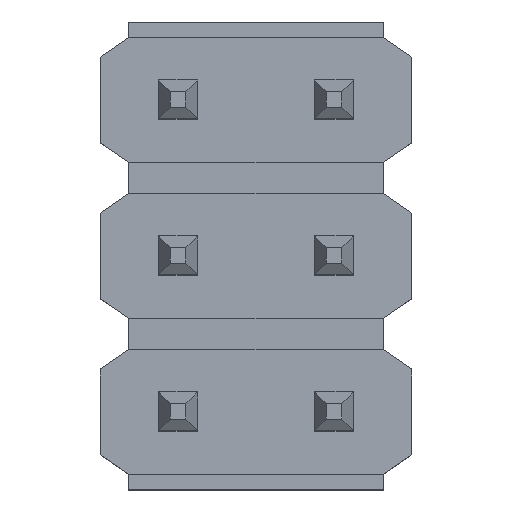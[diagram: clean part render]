
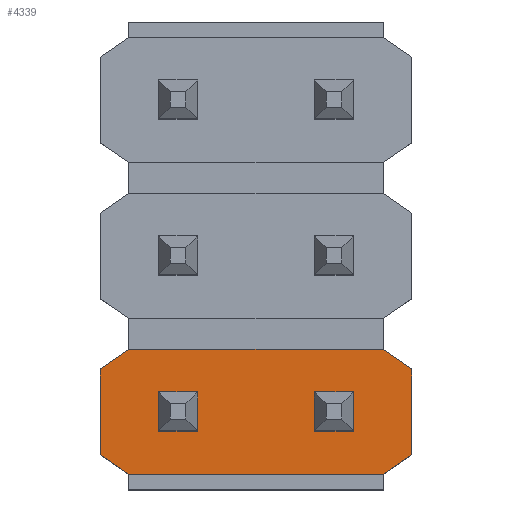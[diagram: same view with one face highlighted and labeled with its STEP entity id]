
A CAD part, top view. The second image highlights one B-rep face of the part: STEP entity #4339.
In plain terms, the highlighted planar face has unit normal (0, 0, 1).
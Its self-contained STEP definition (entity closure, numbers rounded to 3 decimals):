
#368=ORIENTED_EDGE('',*,*,#961,.T.);
#369=ORIENTED_EDGE('',*,*,#901,.F.);
#370=ORIENTED_EDGE('',*,*,#977,.T.);
#371=ORIENTED_EDGE('',*,*,#985,.T.);
#372=ORIENTED_EDGE('',*,*,#1043,.F.);
#373=ORIENTED_EDGE('',*,*,#912,.F.);
#374=ORIENTED_EDGE('',*,*,#1012,.F.);
#375=ORIENTED_EDGE('',*,*,#996,.F.);
#376=ORIENTED_EDGE('',*,*,#1082,.T.);
#377=ORIENTED_EDGE('',*,*,#1083,.T.);
#378=ORIENTED_EDGE('',*,*,#1084,.T.);
#379=ORIENTED_EDGE('',*,*,#1085,.T.);
#380=ORIENTED_EDGE('',*,*,#1086,.T.);
#381=ORIENTED_EDGE('',*,*,#1087,.T.);
#382=ORIENTED_EDGE('',*,*,#1088,.T.);
#383=ORIENTED_EDGE('',*,*,#1089,.T.);
#901=EDGE_CURVE('',#1326,#1327,#1589,.T.);
#912=EDGE_CURVE('',#1336,#1337,#1600,.T.);
#961=EDGE_CURVE('',#1376,#1327,#1649,.T.);
#977=EDGE_CURVE('',#1326,#1389,#1665,.T.);
#985=EDGE_CURVE('',#1389,#1393,#1673,.T.);
#996=EDGE_CURVE('',#1376,#1401,#1684,.T.);
#1012=EDGE_CURVE('',#1401,#1336,#1700,.T.);
#1043=EDGE_CURVE('',#1337,#1393,#1731,.T.);
#1082=EDGE_CURVE('',#1440,#1441,#1770,.T.);
#1083=EDGE_CURVE('',#1441,#1442,#1771,.T.);
#1084=EDGE_CURVE('',#1442,#1443,#1772,.T.);
#1085=EDGE_CURVE('',#1443,#1440,#1773,.T.);
#1086=EDGE_CURVE('',#1444,#1445,#1774,.T.);
#1087=EDGE_CURVE('',#1445,#1446,#1775,.T.);
#1088=EDGE_CURVE('',#1446,#1447,#1776,.T.);
#1089=EDGE_CURVE('',#1447,#1444,#1777,.T.);
#1326=VERTEX_POINT('',#5486);
#1327=VERTEX_POINT('',#5487);
#1336=VERTEX_POINT('',#5510);
#1337=VERTEX_POINT('',#5511);
#1376=VERTEX_POINT('',#5612);
#1389=VERTEX_POINT('',#5644);
#1393=VERTEX_POINT('',#5658);
#1401=VERTEX_POINT('',#5679);
#1440=VERTEX_POINT('',#5844);
#1441=VERTEX_POINT('',#5845);
#1442=VERTEX_POINT('',#5847);
#1443=VERTEX_POINT('',#5849);
#1444=VERTEX_POINT('',#5852);
#1445=VERTEX_POINT('',#5853);
#1446=VERTEX_POINT('',#5855);
#1447=VERTEX_POINT('',#5857);
#1589=LINE('',#5485,#2017);
#1600=LINE('',#5509,#2028);
#1649=LINE('',#5611,#2077);
#1665=LINE('',#5645,#2093);
#1673=LINE('',#5659,#2101);
#1684=LINE('',#5681,#2112);
#1700=LINE('',#5713,#2128);
#1731=LINE('',#5762,#2159);
#1770=LINE('',#5843,#2198);
#1771=LINE('',#5846,#2199);
#1772=LINE('',#5848,#2200);
#1773=LINE('',#5850,#2201);
#1774=LINE('',#5851,#2202);
#1775=LINE('',#5854,#2203);
#1776=LINE('',#5856,#2204);
#1777=LINE('',#5858,#2205);
#2017=VECTOR('',#4679,1000.);
#2028=VECTOR('',#4696,1000.);
#2077=VECTOR('',#4771,1000.);
#2093=VECTOR('',#4795,1000.);
#2101=VECTOR('',#4807,1000.);
#2112=VECTOR('',#4824,1000.);
#2128=VECTOR('',#4852,1000.);
#2159=VECTOR('',#4903,1000.);
#2198=VECTOR('',#4986,1000.);
#2199=VECTOR('',#4987,1000.);
#2200=VECTOR('',#4988,1000.);
#2201=VECTOR('',#4989,1000.);
#2202=VECTOR('',#4990,1000.);
#2203=VECTOR('',#4991,1000.);
#2204=VECTOR('',#4992,1000.);
#2205=VECTOR('',#4993,1000.);
#2497=EDGE_LOOP('',(#368,#369,#370,#371,#372,#373,#374,#375));
#2498=EDGE_LOOP('',(#376,#377,#378,#379));
#2499=EDGE_LOOP('',(#380,#381,#382,#383));
#2691=FACE_BOUND('',#2497,.T.);
#2692=FACE_BOUND('',#2498,.T.);
#2693=FACE_BOUND('',#2499,.T.);
#2881=PLANE('',#4528);
#4339=ADVANCED_FACE('',(#2691,#2692,#2693),#2881,.T.);
#4528=AXIS2_PLACEMENT_3D('',#5842,#4984,#4985);
#4679=DIRECTION('',(0.,-1.,0.));
#4696=DIRECTION('',(0.,1.,0.));
#4771=DIRECTION('',(0.57,0.821,0.));
#4795=DIRECTION('',(-0.57,0.821,0.));
#4807=DIRECTION('',(-1.,0.,0.));
#4824=DIRECTION('',(-1.,0.,0.));
#4852=DIRECTION('',(-0.56,0.829,0.));
#4903=DIRECTION('',(0.56,0.829,0.));
#4984=DIRECTION('',(0.,0.,1.));
#4985=DIRECTION('',(1.,0.,0.));
#4986=DIRECTION('',(-1.,0.,0.));
#4987=DIRECTION('',(0.,1.,0.));
#4988=DIRECTION('',(1.,0.,0.));
#4989=DIRECTION('',(0.,-1.,0.));
#4990=DIRECTION('',(-1.,0.,0.));
#4991=DIRECTION('',(0.,1.,0.));
#4992=DIRECTION('',(1.,0.,0.));
#4993=DIRECTION('',(0.,-1.,0.));
#5485=CARTESIAN_POINT('',(2.8,1.63,1.));
#5486=CARTESIAN_POINT('',(2.8,1.64,1.));
#5487=CARTESIAN_POINT('',(2.8,-1.64,1.));
#5509=CARTESIAN_POINT('',(1.2,-1.63,1.));
#5510=CARTESIAN_POINT('',(1.2,-1.63,1.));
#5511=CARTESIAN_POINT('',(1.2,1.63,1.));
#5611=CARTESIAN_POINT('',(2.55,-2.,1.));
#5612=CARTESIAN_POINT('',(2.55,-2.,1.));
#5644=CARTESIAN_POINT('',(2.55,2.,1.));
#5645=CARTESIAN_POINT('',(2.8,1.64,1.));
#5658=CARTESIAN_POINT('',(1.45,2.,1.));
#5659=CARTESIAN_POINT('',(3.,2.,1.));
#5679=CARTESIAN_POINT('',(1.45,-2.,1.));
#5681=CARTESIAN_POINT('',(3.,-2.,1.));
#5713=CARTESIAN_POINT('',(1.45,-2.,1.));
#5762=CARTESIAN_POINT('',(1.2,1.63,1.));
#5842=CARTESIAN_POINT('',(3.,-2.,1.));
#5843=CARTESIAN_POINT('',(2.25,-1.25,1.));
#5844=CARTESIAN_POINT('',(2.25,-1.25,1.));
#5845=CARTESIAN_POINT('',(1.75,-1.25,1.));
#5846=CARTESIAN_POINT('',(1.75,-1.25,1.));
#5847=CARTESIAN_POINT('',(1.75,-0.75,1.));
#5848=CARTESIAN_POINT('',(1.75,-0.75,1.));
#5849=CARTESIAN_POINT('',(2.25,-0.75,1.));
#5850=CARTESIAN_POINT('',(2.25,-0.75,1.));
#5851=CARTESIAN_POINT('',(2.25,0.75,1.));
#5852=CARTESIAN_POINT('',(2.25,0.75,1.));
#5853=CARTESIAN_POINT('',(1.75,0.75,1.));
#5854=CARTESIAN_POINT('',(1.75,0.75,1.));
#5855=CARTESIAN_POINT('',(1.75,1.25,1.));
#5856=CARTESIAN_POINT('',(1.75,1.25,1.));
#5857=CARTESIAN_POINT('',(2.25,1.25,1.));
#5858=CARTESIAN_POINT('',(2.25,1.25,1.));
